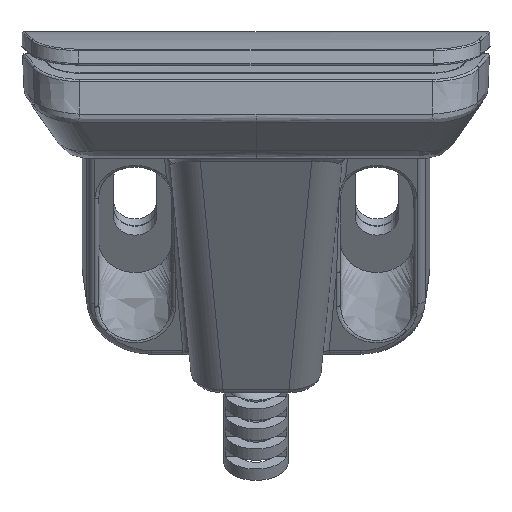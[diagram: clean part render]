
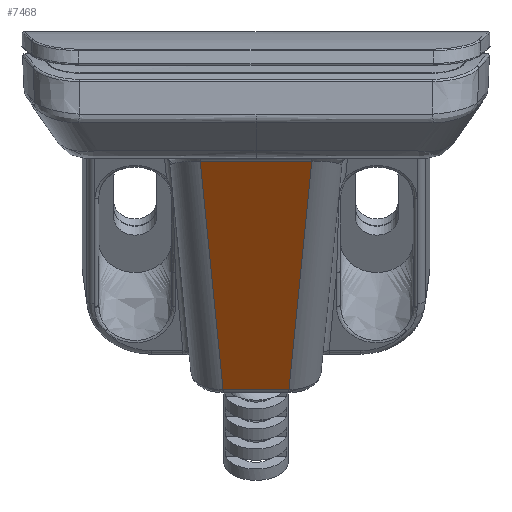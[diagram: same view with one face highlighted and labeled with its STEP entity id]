
A CAD part, top view. The second image highlights one B-rep face of the part: STEP entity #7468.
In plain terms, the highlighted face is planar.
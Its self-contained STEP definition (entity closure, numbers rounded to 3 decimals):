
#142 = VECTOR ( 'NONE', #8676, 1000. ) ;
#1563 = CARTESIAN_POINT ( 'NONE',  ( -6.921, 13.377, 4.366 ) ) ;
#2587 = DIRECTION ( 'NONE',  ( -1., 0., 0. ) ) ;
#3359 = FACE_OUTER_BOUND ( 'NONE', #22513, .T. ) ;
#3959 = CARTESIAN_POINT ( 'NONE',  ( -4.085, 41.67, 26.871 ) ) ;
#5103 = PLANE ( 'NONE',  #35612 ) ;
#5516 = LINE ( 'NONE', #32262, #14921 ) ;
#6415 = LINE ( 'NONE', #8447, #24291 ) ;
#7468 = ADVANCED_FACE ( 'NONE', ( #3359 ), #5103, .T. ) ;
#8447 = CARTESIAN_POINT ( 'NONE',  ( 0., 41.67, 26.871 ) ) ;
#8676 = DIRECTION ( 'NONE',  ( 0.078, 0.78, 0.621 ) ) ;
#8928 = EDGE_CURVE ( 'NONE', #30494, #28998, #19001, .T. ) ;
#10506 = CARTESIAN_POINT ( 'NONE',  ( 4.085, 41.67, 26.871 ) ) ;
#11266 = DIRECTION ( 'NONE',  ( 0., 0.623, -0.783 ) ) ;
#13915 = CARTESIAN_POINT ( 'NONE',  ( 0., 42.394, 27.446 ) ) ;
#13965 = DIRECTION ( 'NONE',  ( 1., 0., 0. ) ) ;
#14223 = EDGE_CURVE ( 'NONE', #30494, #22087, #5516, .T. ) ;
#14750 = ORIENTED_EDGE ( 'NONE', *, *, #14223, .F. ) ;
#14921 = VECTOR ( 'NONE', #18033, 1000. ) ;
#17102 = ORIENTED_EDGE ( 'NONE', *, *, #24134, .T. ) ;
#17235 = VERTEX_POINT ( 'NONE', #3959 ) ;
#18033 = DIRECTION ( 'NONE',  ( -0.078, 0.78, 0.621 ) ) ;
#19001 = LINE ( 'NONE', #26125, #28854 ) ;
#19579 = ORIENTED_EDGE ( 'NONE', *, *, #8928, .T. ) ;
#19700 = EDGE_CURVE ( 'NONE', #17235, #22087, #6415, .T. ) ;
#22087 = VERTEX_POINT ( 'NONE', #10506 ) ;
#22513 = EDGE_LOOP ( 'NONE', ( #17102, #26058, #14750, #19579 ) ) ;
#24134 = EDGE_CURVE ( 'NONE', #28998, #17235, #33982, .T. ) ;
#24291 = VECTOR ( 'NONE', #13965, 1000. ) ;
#26058 = ORIENTED_EDGE ( 'NONE', *, *, #19700, .T. ) ;
#26125 = CARTESIAN_POINT ( 'NONE',  ( -6.959, 13.377, 4.366 ) ) ;
#28854 = VECTOR ( 'NONE', #2587, 1000. ) ;
#28998 = VERTEX_POINT ( 'NONE', #1563 ) ;
#29157 = CARTESIAN_POINT ( 'NONE',  ( -3.988, 42.639, 27.641 ) ) ;
#30494 = VERTEX_POINT ( 'NONE', #38922 ) ;
#32262 = CARTESIAN_POINT ( 'NONE',  ( 3.988, 42.639, 27.641 ) ) ;
#32355 = DIRECTION ( 'NONE',  ( 0., 0.783, 0.623 ) ) ;
#33982 = LINE ( 'NONE', #29157, #142 ) ;
#35612 = AXIS2_PLACEMENT_3D ( 'NONE', #13915, #11266, #32355 ) ;
#38922 = CARTESIAN_POINT ( 'NONE',  ( 6.921, 13.377, 4.366 ) ) ;
